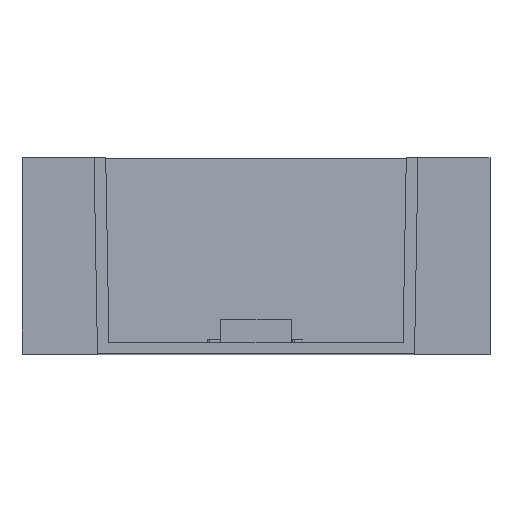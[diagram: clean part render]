
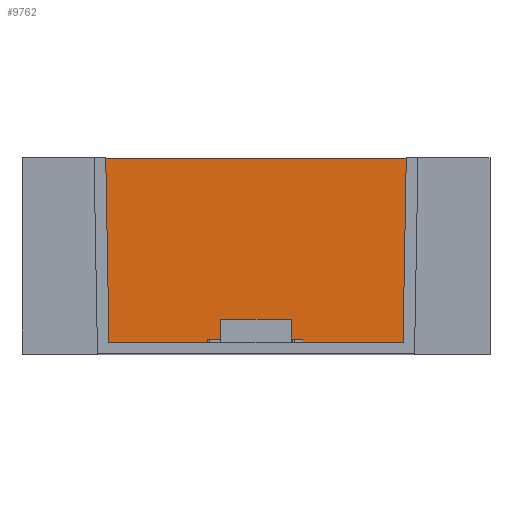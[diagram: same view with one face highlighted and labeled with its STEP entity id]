
A CAD part, top view. The second image highlights one B-rep face of the part: STEP entity #9762.
In plain terms, the highlighted planar face has unit normal (0, 0.018, 1).
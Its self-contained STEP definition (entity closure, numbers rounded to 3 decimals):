
#585 = VERTEX_POINT ( 'NONE', #3873 ) ;
#1789 = VERTEX_POINT ( 'NONE', #5785 ) ;
#1889 = DIRECTION ( 'NONE',  ( 0., -1., 0.017 ) ) ;
#1987 = EDGE_CURVE ( 'NONE', #1789, #5855, #7755, .T. ) ;
#2009 = LINE ( 'NONE', #8007, #2287 ) ;
#2052 = EDGE_CURVE ( 'NONE', #10202, #585, #2221, .T. ) ;
#2221 = LINE ( 'NONE', #8062, #11203 ) ;
#2287 = VECTOR ( 'NONE', #1889, 1000. ) ;
#2699 = CARTESIAN_POINT ( 'NONE',  ( -20., 16.812, -16.068 ) ) ;
#2895 = ORIENTED_EDGE ( 'NONE', *, *, #2052, .T. ) ;
#2963 = CARTESIAN_POINT ( 'NONE',  ( 20., 16.8, -16.068 ) ) ;
#3351 = EDGE_CURVE ( 'NONE', #585, #5855, #4752, .T. ) ;
#3666 = DIRECTION ( 'NONE',  ( 0., -1., 0.017 ) ) ;
#3873 = CARTESIAN_POINT ( 'NONE',  ( -20., 16.8, -16.068 ) ) ;
#4364 = DIRECTION ( 'NONE',  ( 0., -0.017, -1. ) ) ;
#4452 = AXIS2_PLACEMENT_3D ( 'NONE', #6902, #4364, #10365 ) ;
#4752 = LINE ( 'NONE', #2699, #9065 ) ;
#5454 = DIRECTION ( 'NONE',  ( -1., 0., 0. ) ) ;
#5785 = CARTESIAN_POINT ( 'NONE',  ( 20., 1., -15.792 ) ) ;
#5855 = VERTEX_POINT ( 'NONE', #7320 ) ;
#6348 = FACE_OUTER_BOUND ( 'NONE', #6391, .T. ) ;
#6391 = EDGE_LOOP ( 'NONE', ( #9350, #7721, #10337, #2895 ) ) ;
#6902 = CARTESIAN_POINT ( 'NONE',  ( -20., 0.017, -15.775 ) ) ;
#7320 = CARTESIAN_POINT ( 'NONE',  ( -20., 1., -15.792 ) ) ;
#7500 = VECTOR ( 'NONE', #11319, 1000. ) ;
#7721 = ORIENTED_EDGE ( 'NONE', *, *, #1987, .F. ) ;
#7755 = LINE ( 'NONE', #7907, #7500 ) ;
#7907 = CARTESIAN_POINT ( 'NONE',  ( -20., 1., -15.792 ) ) ;
#8007 = CARTESIAN_POINT ( 'NONE',  ( 20., 0.017, -15.775 ) ) ;
#8062 = CARTESIAN_POINT ( 'NONE',  ( -20., 16.8, -16.068 ) ) ;
#9065 = VECTOR ( 'NONE', #3666, 1000. ) ;
#9308 = EDGE_CURVE ( 'NONE', #10202, #1789, #2009, .T. ) ;
#9350 = ORIENTED_EDGE ( 'NONE', *, *, #3351, .T. ) ;
#9520 = PLANE ( 'NONE',  #4452 ) ;
#9762 = ADVANCED_FACE ( 'NONE', ( #6348 ), #9520, .F. ) ;
#10202 = VERTEX_POINT ( 'NONE', #2963 ) ;
#10337 = ORIENTED_EDGE ( 'NONE', *, *, #9308, .F. ) ;
#10365 = DIRECTION ( 'NONE',  ( 0., 1., -0.017 ) ) ;
#11203 = VECTOR ( 'NONE', #5454, 1000. ) ;
#11319 = DIRECTION ( 'NONE',  ( -1., 0., 0. ) ) ;
